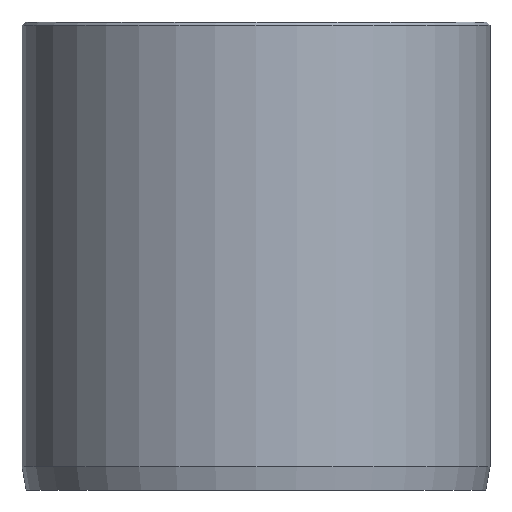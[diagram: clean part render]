
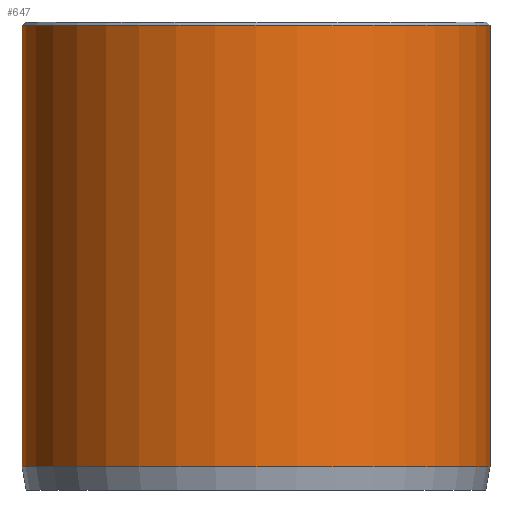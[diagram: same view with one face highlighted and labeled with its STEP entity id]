
A CAD part, front view. The second image highlights one B-rep face of the part: STEP entity #647.
In plain terms, the highlighted cylindrical face has radius 15 mm (diameter 30 mm), a partial arc.
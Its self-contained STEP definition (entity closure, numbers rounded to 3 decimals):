
#94 = CARTESIAN_POINT ( 'NONE',  ( 0., 0., 29.8 ) ) ;
#133 = CARTESIAN_POINT ( 'NONE',  ( -15., 0., 30. ) ) ;
#179 = AXIS2_PLACEMENT_3D ( 'NONE', #94, #653, #852 ) ;
#231 = EDGE_CURVE ( 'NONE', #434, #429, #510, .T. ) ;
#268 = EDGE_CURVE ( 'NONE', #429, #405, #416, .T. ) ;
#308 = AXIS2_PLACEMENT_3D ( 'NONE', #1108, #571, #1213 ) ;
#326 = CARTESIAN_POINT ( 'NONE',  ( 15., 0., 29.8 ) ) ;
#391 = VERTEX_POINT ( 'NONE', #1007 ) ;
#397 = VECTOR ( 'NONE', #909, 1000. ) ;
#405 = VERTEX_POINT ( 'NONE', #646 ) ;
#416 = LINE ( 'NONE', #133, #397 ) ;
#423 = DIRECTION ( 'NONE',  ( -1., 0., 0. ) ) ;
#429 = VERTEX_POINT ( 'NONE', #650 ) ;
#434 = VERTEX_POINT ( 'NONE', #326 ) ;
#438 = ORIENTED_EDGE ( 'NONE', *, *, #1218, .F. ) ;
#440 = ORIENTED_EDGE ( 'NONE', *, *, #231, .T. ) ;
#463 = CYLINDRICAL_SURFACE ( 'NONE', #521, 15. ) ;
#479 = EDGE_CURVE ( 'NONE', #405, #391, #1037, .T. ) ;
#487 = EDGE_LOOP ( 'NONE', ( #438, #440, #718, #1201 ) ) ;
#510 = CIRCLE ( 'NONE', #179, 15. ) ;
#521 = AXIS2_PLACEMENT_3D ( 'NONE', #1183, #1272, #423 ) ;
#571 = DIRECTION ( 'NONE',  ( 0., 0., 1. ) ) ;
#584 = VECTOR ( 'NONE', #898, 1000. ) ;
#646 = CARTESIAN_POINT ( 'NONE',  ( -15., 0., 1.5 ) ) ;
#647 = ADVANCED_FACE ( 'NONE', ( #1097 ), #463, .T. ) ;
#650 = CARTESIAN_POINT ( 'NONE',  ( -15., 0., 29.8 ) ) ;
#653 = DIRECTION ( 'NONE',  ( 0., 0., -1. ) ) ;
#718 = ORIENTED_EDGE ( 'NONE', *, *, #268, .T. ) ;
#805 = CARTESIAN_POINT ( 'NONE',  ( 15., 0., 30. ) ) ;
#836 = LINE ( 'NONE', #805, #584 ) ;
#852 = DIRECTION ( 'NONE',  ( 1., 0., 0. ) ) ;
#898 = DIRECTION ( 'NONE',  ( 0., 0., -1. ) ) ;
#909 = DIRECTION ( 'NONE',  ( 0., 0., -1. ) ) ;
#1007 = CARTESIAN_POINT ( 'NONE',  ( 15., 0., 1.5 ) ) ;
#1037 = CIRCLE ( 'NONE', #308, 15. ) ;
#1097 = FACE_OUTER_BOUND ( 'NONE', #487, .T. ) ;
#1108 = CARTESIAN_POINT ( 'NONE',  ( 0., 0., 1.5 ) ) ;
#1183 = CARTESIAN_POINT ( 'NONE',  ( 0., 0., 30. ) ) ;
#1201 = ORIENTED_EDGE ( 'NONE', *, *, #479, .T. ) ;
#1213 = DIRECTION ( 'NONE',  ( 1., 0., 0. ) ) ;
#1218 = EDGE_CURVE ( 'NONE', #434, #391, #836, .T. ) ;
#1272 = DIRECTION ( 'NONE',  ( 0., 0., -1. ) ) ;
